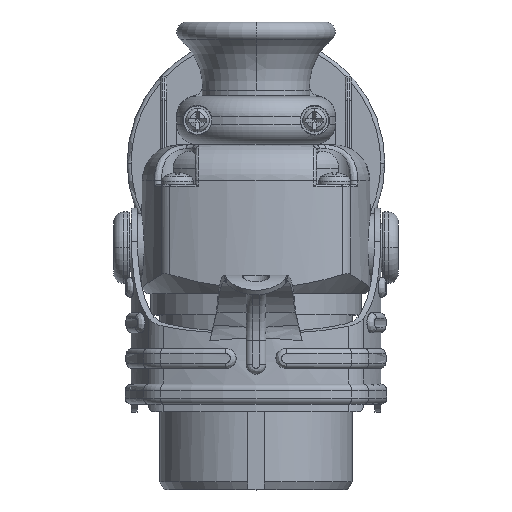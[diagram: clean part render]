
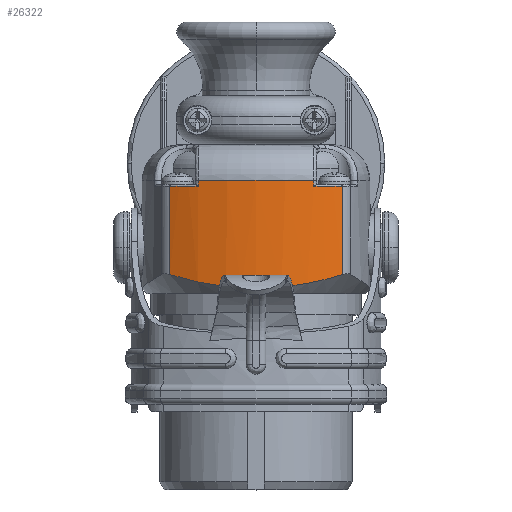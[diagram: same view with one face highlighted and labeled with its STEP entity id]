
A CAD part, top view. The second image highlights one B-rep face of the part: STEP entity #26322.
In plain terms, the highlighted cylindrical face has radius 50.296 mm (diameter 100.593 mm), a partial arc.
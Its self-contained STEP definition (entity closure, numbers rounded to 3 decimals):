
#4725=DIRECTION('',(0.,-1.,0.));
#4726=VECTOR('',#4725,22.221);
#4727=CARTESIAN_POINT('',(21.744,76.5,23.857));
#4728=LINE('',#4727,#4726);
#4729=DIRECTION('',(0.,-1.,0.));
#4730=VECTOR('',#4729,22.221);
#4731=CARTESIAN_POINT('',(-21.744,76.5,23.857));
#4732=LINE('',#4731,#4730);
#5129=CARTESIAN_POINT('',(0.,78.,-21.496));
#5130=DIRECTION('',(0.,1.,0.));
#5131=DIRECTION('',(-0.29,0.,0.957));
#5132=AXIS2_PLACEMENT_3D('',#5129,#5130,#5131);
#5353=CARTESIAN_POINT('',(0.,76.5,-21.496));
#5354=DIRECTION('',(0.,1.,0.));
#5355=DIRECTION('',(0.29,0.,0.957));
#5356=AXIS2_PLACEMENT_3D('',#5353,#5354,#5355);
#5385=DIRECTION('',(0.,1.,0.));
#5386=VECTOR('',#5385,1.5);
#5387=CARTESIAN_POINT('',(14.589,76.5,26.638));
#5388=LINE('',#5387,#5386);
#5393=CARTESIAN_POINT('',(14.589,78.,26.638));
#5777=CARTESIAN_POINT('',(-14.589,78.,26.638));
#5834=DIRECTION('',(0.,-1.,0.));
#5835=VECTOR('',#5834,1.5);
#5836=CARTESIAN_POINT('',(-14.589,78.,26.638));
#5837=LINE('',#5836,#5835);
#5869=CARTESIAN_POINT('',(0.,76.5,-21.496));
#5870=DIRECTION('',(0.,1.,0.));
#5871=DIRECTION('',(-0.432,0.,0.902));
#5872=AXIS2_PLACEMENT_3D('',#5869,#5870,#5871);
#6150=CARTESIAN_POINT('',(-21.744,54.279,23.857));
#6152=CARTESIAN_POINT('',(-21.744,54.279,23.857));
#6153=CARTESIAN_POINT('',(-21.3,54.138,24.07));
#6154=CARTESIAN_POINT('',(-20.399,53.859,24.486));
#6155=CARTESIAN_POINT('',(-19.003,53.455,25.08));
#6156=CARTESIAN_POINT('',(-17.585,53.074,25.634));
#6157=CARTESIAN_POINT('',(-16.165,52.722,26.139));
#6158=CARTESIAN_POINT('',(-14.76,52.403,26.593));
#6159=CARTESIAN_POINT('',(-13.355,52.113,27.002));
#6160=CARTESIAN_POINT('',(-11.938,51.849,27.37));
#6161=CARTESIAN_POINT('',(-10.495,51.61,27.701));
#6162=CARTESIAN_POINT('',(-9.012,51.396,27.994));
#6163=CARTESIAN_POINT('',(-7.503,51.211,28.245));
#6164=CARTESIAN_POINT('',(-5.981,51.059,28.451));
#6165=CARTESIAN_POINT('',(-4.458,50.942,28.61));
#6166=CARTESIAN_POINT('',(-2.943,50.859,28.721));
#6167=CARTESIAN_POINT('',(-1.449,50.81,28.786));
#6168=CARTESIAN_POINT('',(-0.479,50.8,28.8));
#6169=CARTESIAN_POINT('',(0.,50.8,28.8));
#6195=CARTESIAN_POINT('',(0.,50.8,28.8));
#6196=CARTESIAN_POINT('',(0.48,50.8,28.8));
#6197=CARTESIAN_POINT('',(1.438,50.81,28.786));
#6198=CARTESIAN_POINT('',(2.871,50.856,28.725));
#6199=CARTESIAN_POINT('',(4.3,50.932,28.623));
#6200=CARTESIAN_POINT('',(5.727,51.038,28.48));
#6201=CARTESIAN_POINT('',(7.155,51.174,28.296));
#6202=CARTESIAN_POINT('',(8.588,51.341,28.069));
#6203=CARTESIAN_POINT('',(10.03,51.539,27.797));
#6204=CARTESIAN_POINT('',(11.486,51.77,27.479));
#6205=CARTESIAN_POINT('',(12.959,52.035,27.11));
#6206=CARTESIAN_POINT('',(14.441,52.334,26.691));
#6207=CARTESIAN_POINT('',(15.927,52.666,26.22));
#6208=CARTESIAN_POINT('',(17.411,53.029,25.699));
#6209=CARTESIAN_POINT('',(18.885,53.422,25.129));
#6210=CARTESIAN_POINT('',(20.336,53.84,24.514));
#6211=CARTESIAN_POINT('',(21.279,54.131,24.08));
#6212=CARTESIAN_POINT('',(21.744,54.279,23.857));
#6214=CARTESIAN_POINT('',(21.744,54.279,23.857));
#17792=VERTEX_POINT('',#6214);
#17800=VERTEX_POINT('',#6150);
#17801=VERTEX_POINT('',#6169);
#19192=VERTEX_POINT('',#5393);
#19217=VERTEX_POINT('',#5777);
#19249=CARTESIAN_POINT('',(21.744,76.5,23.857));
#19250=VERTEX_POINT('',#19249);
#19251=CARTESIAN_POINT('',(14.589,76.5,26.638));
#19252=VERTEX_POINT('',#19251);
#19253=CARTESIAN_POINT('',(-21.744,76.5,23.857));
#19254=CARTESIAN_POINT('',(-14.589,76.5,26.638));
#19255=VERTEX_POINT('',#19253);
#19256=VERTEX_POINT('',#19254);
#26298=CARTESIAN_POINT('',(0.,49.5,-21.496));
#26299=DIRECTION('',(0.,1.,0.));
#26300=DIRECTION('',(0.,0.,1.));
#26301=AXIS2_PLACEMENT_3D('',#26298,#26299,#26300);
#26302=CYLINDRICAL_SURFACE('',#26301,50.296);
#26304=ORIENTED_EDGE('',*,*,#26303,.F.);
#26306=ORIENTED_EDGE('',*,*,#26305,.T.);
#26308=ORIENTED_EDGE('',*,*,#26307,.F.);
#26310=ORIENTED_EDGE('',*,*,#26309,.T.);
#26312=ORIENTED_EDGE('',*,*,#26311,.F.);
#26314=ORIENTED_EDGE('',*,*,#26313,.T.);
#26315=ORIENTED_EDGE('',*,*,#26288,.T.);
#26317=ORIENTED_EDGE('',*,*,#26316,.F.);
#26319=ORIENTED_EDGE('',*,*,#26318,.F.);
#26320=EDGE_LOOP('',(#26304,#26306,#26308,#26310,#26312,#26314,#26315,#26317,
#26319));
#26321=FACE_OUTER_BOUND('',#26320,.F.);
#26322=ADVANCED_FACE('',(#26321),#26302,.T.);
#5133=CIRCLE('',#5132,50.296);
#5357=CIRCLE('',#5356,50.296);
#5873=CIRCLE('',#5872,50.296);
#6170=B_SPLINE_CURVE_WITH_KNOTS('',3,(#6152,#6153,#6154,#6155,#6156,#6157,#6158,
#6159,#6160,#6161,#6162,#6163,#6164,#6165,#6166,#6167,#6168,#6169),
.UNSPECIFIED.,.F.,.F.,(4,1,1,1,1,1,1,1,1,1,1,1,1,1,1,4),(0.,0.067,
0.133,0.2,0.267,0.333,0.4,
0.467,0.533,0.6,0.667,0.733,
0.8,0.867,0.933,1.),.UNSPECIFIED.);
#6213=B_SPLINE_CURVE_WITH_KNOTS('',3,(#6195,#6196,#6197,#6198,#6199,#6200,#6201,
#6202,#6203,#6204,#6205,#6206,#6207,#6208,#6209,#6210,#6211,#6212),
.UNSPECIFIED.,.F.,.F.,(4,1,1,1,1,1,1,1,1,1,1,1,1,1,1,4),(0.,0.067,
0.133,0.2,0.267,0.333,0.4,
0.467,0.533,0.6,0.667,0.733,
0.8,0.867,0.933,1.),.UNSPECIFIED.);
#26288=EDGE_CURVE('',#19250,#17792,#4728,.T.);
#26303=EDGE_CURVE('',#19255,#17800,#4732,.T.);
#26305=EDGE_CURVE('',#19255,#19256,#5873,.T.);
#26307=EDGE_CURVE('',#19217,#19256,#5837,.T.);
#26309=EDGE_CURVE('',#19217,#19192,#5133,.T.);
#26311=EDGE_CURVE('',#19252,#19192,#5388,.T.);
#26313=EDGE_CURVE('',#19252,#19250,#5357,.T.);
#26316=EDGE_CURVE('',#17801,#17792,#6213,.T.);
#26318=EDGE_CURVE('',#17800,#17801,#6170,.T.);
